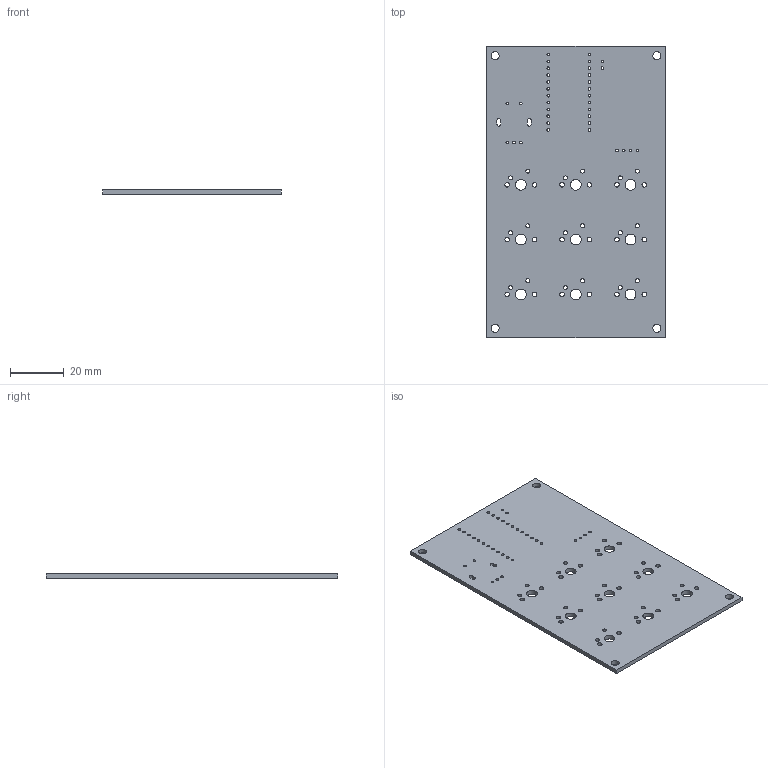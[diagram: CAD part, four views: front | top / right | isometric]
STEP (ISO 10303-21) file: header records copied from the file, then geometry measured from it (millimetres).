
FILE_DESCRIPTION(('KiCad electronic assembly'),'2;1');
FILE_NAME('test.step','2022-02-13T16:36:00',('Pcbnew'),('Kicad'), 'Open CASCADE STEP processor 7.5','KiCad to STEP converter','Unknown' );
FILE_SCHEMA(('AUTOMOTIVE_DESIGN { 1 0 10303 214 1 1 1 1 }'));
Length unit declared in the file: millimetre
Products named in the file (2): test 1; test PCB
Assembly tree (1 placements, depth 2):
  test 1
    test PCB
Bounding box: 66 x 108 x 1.6 mm (x, y, z)
Volume: 11006.5 mm3; surface area: 15045 mm2
Topology: 1 solids, 1 shells, 98 faces, 288 edges, 192 vertices
Faces by surface type: cylinder 88, plane 10
Full cylindrical faces by diameter (mm): 1 x35, 1.5 x18, 1.7 x18, 3 x4, 4 x9
Entity records: 8031 total; most frequent: CARTESIAN_POINT 2212, DIRECTION 1064, ORIENTED_EDGE 576, PCURVE 576, DEFINITIONAL_REPRESENTATION 576, LINE 512, VECTOR 512, EDGE_CURVE 288
